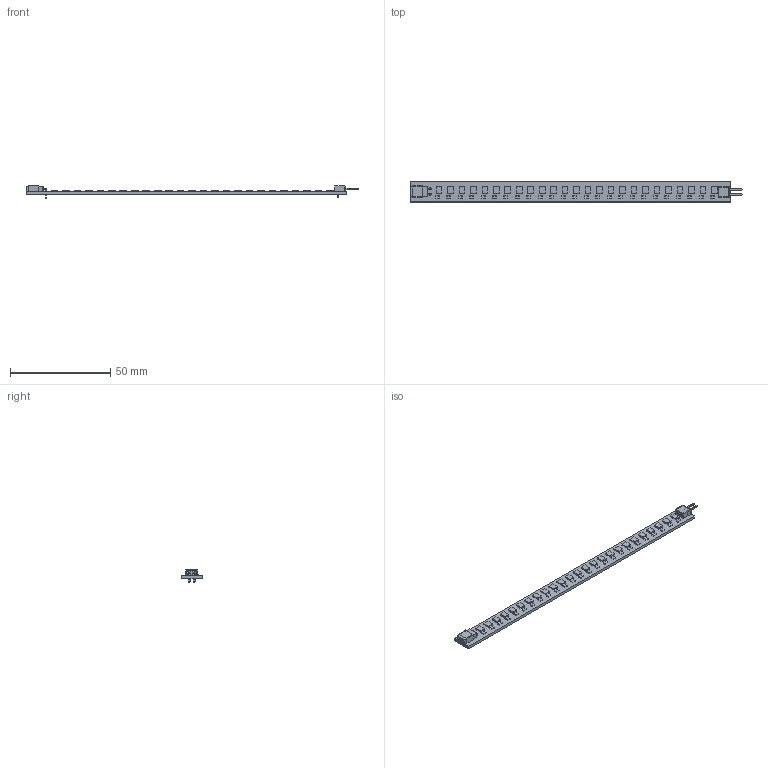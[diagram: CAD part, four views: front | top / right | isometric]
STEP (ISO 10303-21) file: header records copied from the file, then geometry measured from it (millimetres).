
FILE_DESCRIPTION(('KiCad electronic assembly'),'2;1');
FILE_NAME('Bambu LED Licht kurz 160mm.step','2025-12-22T21:48:43',( 'Pcbnew'),('Kicad'),'Open CASCADE STEP processor 7.9', 'KiCad to STEP converter','Unknown');
FILE_SCHEMA(('AUTOMOTIVE_DESIGN { 1 0 10303 214 1 1 1 1 }'));
Length unit declared in the file: millimetre
Products named in the file (7): Bambu LED Licht kurz 160mm 1; LED_PLCC_2835 koord2; C_2220_5750Metric; R_0805_2012Metric; PinSocket_1x02_P2.54mm_Horizontal; PinHeader_1x02_P2.54mm_Horizontal; Bambu LED Licht kurz 160mm_PCB
Assembly tree (55 placements, depth 2):
  Bambu LED Licht kurz 160mm 1
    LED_PLCC_2835 koord2  x25
    C_2220_5750Metric  x2
    R_0805_2012Metric  x25
    PinSocket_1x02_P2.54mm_Horizontal
    PinHeader_1x02_P2.54mm_Horizontal
    Bambu LED Licht kurz 160mm_PCB
Bounding box: 166 x 10 x 6.2 mm (x, y, z)
Volume: 2915.1 mm3; surface area: 5199.6 mm2
Topology: 55 solids, 55 shells, 1444 faces, 3842 edges, 2520 vertices
Faces by surface type: plane 1210, cylinder 234
Full cylindrical faces by diameter (mm): 1 x4
Entity records: 8757 total; most frequent: CARTESIAN_POINT 1186, DIRECTION 1158, ORIENTED_EDGE 1108, EDGE_CURVE 554, LINE 494, VECTOR 494, VERTEX_POINT 360, AXIS2_PLACEMENT_3D 332
